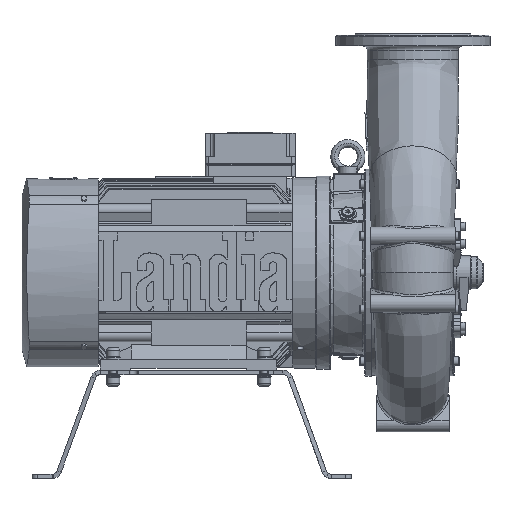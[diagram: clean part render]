
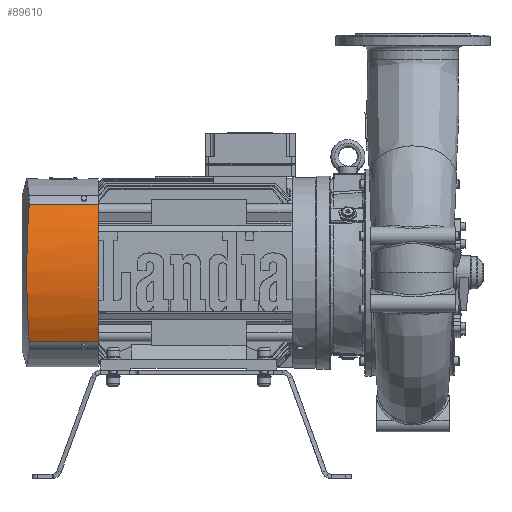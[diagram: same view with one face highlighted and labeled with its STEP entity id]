
A CAD part, left-side view. The second image highlights one B-rep face of the part: STEP entity #89610.
In plain terms, the highlighted cylindrical face has radius 269.5 mm (diameter 539 mm), a partial arc.
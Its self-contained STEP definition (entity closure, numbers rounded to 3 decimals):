
#3216=B_SPLINE_CURVE_WITH_KNOTS('',3,(#178147,#178148,#178149,#178150,#178151,
#178152,#178153,#178154,#178155,#178156,#178157,#178158,#178159,#178160,
#178161,#178162,#178163,#178164,#178165,#178166,#178167,#178168,#178169,
#178170,#178171,#178172,#178173,#178174,#178175,#178176),.UNSPECIFIED.,
 .F.,.F.,(4,2,2,2,2,2,2,2,2,2,2,2,2,2,4),(245.77,252.361,
272.027,291.693,311.358,331.024,350.69,
370.355,390.021,409.687,429.352,449.018,
468.684,488.349,494.94),.UNSPECIFIED.);
#14874=LINE('',#178001,#23459);
#14887=LINE('',#178145,#23472);
#23459=VECTOR('',#115835,127.729);
#23472=VECTOR('',#115870,127.729);
#24880=CYLINDRICAL_SURFACE('',#95947,269.5);
#29130=FACE_OUTER_BOUND('',#34517,.T.);
#34517=EDGE_LOOP('',(#81803,#81804,#81805,#81806,#81807,#81808,#81809));
#35544=CIRCLE('',#91648,269.5);
#35545=CIRCLE('',#91649,269.5);
#37029=CIRCLE('',#95819,269.5);
#37038=CIRCLE('',#95828,269.5);
#39604=VERTEX_POINT('',#129136);
#39643=VERTEX_POINT('',#129225);
#39650=VERTEX_POINT('',#129241);
#44899=VERTEX_POINT('',#177526);
#44906=VERTEX_POINT('',#177541);
#45119=VERTEX_POINT('',#177985);
#45138=VERTEX_POINT('',#178130);
#49416=EDGE_CURVE('',#39650,#39604,#35544,.T.);
#49419=EDGE_CURVE('',#39604,#39643,#35545,.T.);
#57352=EDGE_CURVE('',#44899,#39650,#37029,.T.);
#57361=EDGE_CURVE('',#39643,#44906,#37038,.T.);
#57591=EDGE_CURVE('',#44906,#45119,#14874,.T.);
#57615=EDGE_CURVE('',#44899,#45138,#14887,.T.);
#57616=EDGE_CURVE('',#45119,#45138,#3216,.T.);
#81803=ORIENTED_EDGE('',*,*,#57616,.T.);
#81804=ORIENTED_EDGE('',*,*,#57615,.F.);
#81805=ORIENTED_EDGE('',*,*,#57352,.T.);
#81806=ORIENTED_EDGE('',*,*,#49416,.T.);
#81807=ORIENTED_EDGE('',*,*,#49419,.T.);
#81808=ORIENTED_EDGE('',*,*,#57361,.T.);
#81809=ORIENTED_EDGE('',*,*,#57591,.T.);
#89610=ADVANCED_FACE('',(#29130),#24880,.T.);
#91648=AXIS2_PLACEMENT_3D('',#129263,#102408,#102409);
#91649=AXIS2_PLACEMENT_3D('',#129266,#102412,#102413);
#95819=AXIS2_PLACEMENT_3D('',#177527,#115479,#115480);
#95828=AXIS2_PLACEMENT_3D('',#177543,#115497,#115498);
#95947=AXIS2_PLACEMENT_3D('',#178146,#115871,#115872);
#102408=DIRECTION('center_axis',(0.,1.,0.));
#102409=DIRECTION('ref_axis',(-0.883,0.,-0.469));
#102412=DIRECTION('center_axis',(0.,1.,0.));
#102413=DIRECTION('ref_axis',(-0.883,0.,-0.469));
#115479=DIRECTION('center_axis',(0.,1.,0.));
#115480=DIRECTION('ref_axis',(-0.883,0.,-0.469));
#115497=DIRECTION('center_axis',(0.,1.,0.));
#115498=DIRECTION('ref_axis',(-0.883,0.,-0.469));
#115835=DIRECTION('',(0.,1.,0.));
#115870=DIRECTION('',(0.,1.,0.));
#115871=DIRECTION('center_axis',(0.,1.,0.));
#115872=DIRECTION('ref_axis',(-0.883,0.,-0.469));
#129136=CARTESIAN_POINT('',(-174.,358.,0.));
#129225=CARTESIAN_POINT('',(-168.175,358.,55.731));
#129241=CARTESIAN_POINT('',(-169.743,358.,-47.714));
#129263=CARTESIAN_POINT('Origin',(95.5,358.,0.));
#129266=CARTESIAN_POINT('Origin',(95.5,358.,0.));
#177526=CARTESIAN_POINT('',(-142.454,358.,-126.523));
#177527=CARTESIAN_POINT('Origin',(95.5,358.,0.));
#177541=CARTESIAN_POINT('',(-142.454,358.,126.523));
#177543=CARTESIAN_POINT('Origin',(95.5,358.,0.));
#177985=CARTESIAN_POINT('',(-142.454,485.729,126.523));
#178001=CARTESIAN_POINT('',(-142.454,358.,126.523));
#178130=CARTESIAN_POINT('',(-142.454,485.729,-126.523));
#178145=CARTESIAN_POINT('',(-142.454,358.,-126.523));
#178146=CARTESIAN_POINT('Origin',(95.5,358.,0.));
#178147=CARTESIAN_POINT('Ctrl Pts',(-142.454,485.729,126.523));
#178148=CARTESIAN_POINT('Ctrl Pts',(-143.537,485.874,
124.486));
#178149=CARTESIAN_POINT('Ctrl Pts',(-144.598,486.017,
122.429));
#178150=CARTESIAN_POINT('Ctrl Pts',(-148.728,486.577,114.154));
#178151=CARTESIAN_POINT('Ctrl Pts',(-151.609,486.972,107.78));
#178152=CARTESIAN_POINT('Ctrl Pts',(-156.885,487.704,
94.769));
#178153=CARTESIAN_POINT('Ctrl Pts',(-159.28,488.04,
88.132));
#178154=CARTESIAN_POINT('Ctrl Pts',(-163.539,488.643,
74.692));
#178155=CARTESIAN_POINT('Ctrl Pts',(-165.405,488.91,
67.885));
#178156=CARTESIAN_POINT('Ctrl Pts',(-168.587,489.368,
54.201));
#178157=CARTESIAN_POINT('Ctrl Pts',(-169.903,489.559,
47.324));
#178158=CARTESIAN_POINT('Ctrl Pts',(-171.986,489.862,
33.608));
#178159=CARTESIAN_POINT('Ctrl Pts',(-172.753,489.975,
26.77));
#178160=CARTESIAN_POINT('Ctrl Pts',(-173.76,490.122,
13.243));
#178161=CARTESIAN_POINT('Ctrl Pts',(-174.,490.158,6.555));
#178162=CARTESIAN_POINT('Ctrl Pts',(-174.,490.158,-6.555));
#178163=CARTESIAN_POINT('Ctrl Pts',(-173.76,490.122,
-13.243));
#178164=CARTESIAN_POINT('Ctrl Pts',(-172.753,489.975,
-26.77));
#178165=CARTESIAN_POINT('Ctrl Pts',(-171.986,489.862,
-33.608));
#178166=CARTESIAN_POINT('Ctrl Pts',(-169.903,489.559,
-47.324));
#178167=CARTESIAN_POINT('Ctrl Pts',(-168.587,489.368,
-54.201));
#178168=CARTESIAN_POINT('Ctrl Pts',(-165.405,488.91,
-67.885));
#178169=CARTESIAN_POINT('Ctrl Pts',(-163.539,488.643,
-74.692));
#178170=CARTESIAN_POINT('Ctrl Pts',(-159.28,488.04,
-88.132));
#178171=CARTESIAN_POINT('Ctrl Pts',(-156.885,487.704,
-94.769));
#178172=CARTESIAN_POINT('Ctrl Pts',(-151.609,486.972,-107.78));
#178173=CARTESIAN_POINT('Ctrl Pts',(-148.728,486.577,-114.154));
#178174=CARTESIAN_POINT('Ctrl Pts',(-144.598,486.017,
-122.429));
#178175=CARTESIAN_POINT('Ctrl Pts',(-143.537,485.874,
-124.486));
#178176=CARTESIAN_POINT('Ctrl Pts',(-142.454,485.729,
-126.523));
